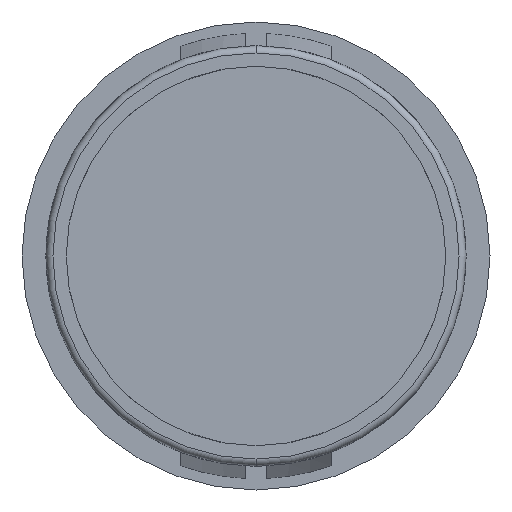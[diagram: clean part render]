
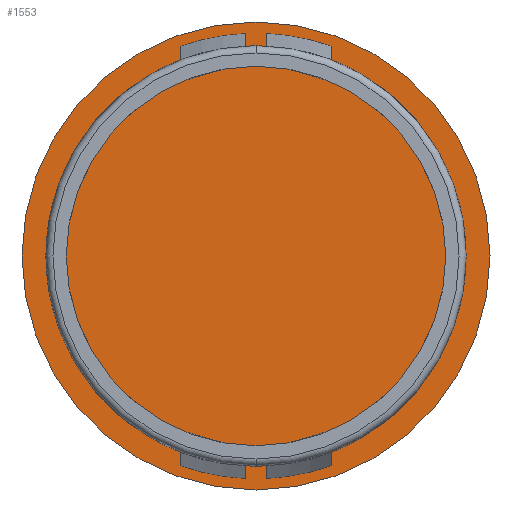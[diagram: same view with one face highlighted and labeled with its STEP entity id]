
A CAD part, front view. The second image highlights one B-rep face of the part: STEP entity #1553.
In plain terms, the highlighted planar face has unit normal (0, -1, 0).
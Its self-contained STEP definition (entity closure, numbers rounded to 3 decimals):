
#69 = CARTESIAN_POINT ( 'NONE',  ( 0., 0., 0. ) ) ;
#70 = DIRECTION ( 'NONE',  ( 0., 1., 0. ) ) ;
#71 = DIRECTION ( 'NONE',  ( 0., 0., 1. ) ) ;
#89 = CARTESIAN_POINT ( 'NONE',  ( 0., 0., 0. ) ) ;
#90 = DIRECTION ( 'NONE',  ( 0., 1., 0. ) ) ;
#91 = DIRECTION ( 'NONE',  ( 0., 0., -1. ) ) ;
#93 = LINE ( 'NONE', #94, #1001 ) ;
#94 = CARTESIAN_POINT ( 'NONE',  ( -6.85, 0., -16.65 ) ) ;
#95 = DIRECTION ( 'NONE',  ( 0., 0., 1. ) ) ;
#228 = AXIS2_PLACEMENT_3D ( 'NONE', #672, #676, #677 ) ;
#232 = VECTOR ( 'NONE', #647, 1000. ) ;
#394 = CARTESIAN_POINT ( 'NONE',  ( 6.85, 0., -13.288 ) ) ;
#408 = CARTESIAN_POINT ( 'NONE',  ( 6.85, 0., -11.633 ) ) ;
#434 = CARTESIAN_POINT ( 'NONE',  ( -6.85, 0., -13.288 ) ) ;
#468 = CARTESIAN_POINT ( 'NONE',  ( 0., 0., -16.65 ) ) ;
#581 = CARTESIAN_POINT ( 'NONE',  ( -6.85, 0., 13.288 ) ) ;
#584 = CARTESIAN_POINT ( 'NONE',  ( 0., 0., 16.65 ) ) ;
#588 = CARTESIAN_POINT ( 'NONE',  ( 6.85, 0., 11.633 ) ) ;
#596 = CARTESIAN_POINT ( 'NONE',  ( 6.85, 0., 13.288 ) ) ;
#599 = CARTESIAN_POINT ( 'NONE',  ( -6.85, 0., -11.633 ) ) ;
#603 = CARTESIAN_POINT ( 'NONE',  ( -6.85, 0., 11.633 ) ) ;
#645 = LINE ( 'NONE', #646, #232 ) ;
#646 = CARTESIAN_POINT ( 'NONE',  ( 6.85, 0., -16.65 ) ) ;
#647 = DIRECTION ( 'NONE',  ( 0., 0., 1. ) ) ;
#672 = CARTESIAN_POINT ( 'NONE',  ( 0., 0., 0. ) ) ;
#676 = DIRECTION ( 'NONE',  ( 0., 1., 0. ) ) ;
#677 = DIRECTION ( 'NONE',  ( 0., 0., -1. ) ) ;
#771 = LINE ( 'NONE', #772, #1018 ) ;
#772 = CARTESIAN_POINT ( 'NONE',  ( -6.85, 0., -16.65 ) ) ;
#773 = DIRECTION ( 'NONE',  ( 0., 0., 1. ) ) ;
#850 = LINE ( 'NONE', #851, #1117 ) ;
#851 = CARTESIAN_POINT ( 'NONE',  ( 6.85, 0., -16.65 ) ) ;
#852 = DIRECTION ( 'NONE',  ( 0., 0., 1. ) ) ;
#958 = AXIS2_PLACEMENT_3D ( 'NONE', #89, #90, #91 ) ;
#967 = FACE_BOUND ( 'NONE', #1365, .T. ) ;
#973 = FACE_OUTER_BOUND ( 'NONE', #1168, .T. ) ;
#987 = AXIS2_PLACEMENT_3D ( 'NONE', #69, #70, #71 ) ;
#996 = AXIS2_PLACEMENT_3D ( 'NONE', #1849, #1850, #1851 ) ;
#1001 = VECTOR ( 'NONE', #95, 1000. ) ;
#1005 = FACE_BOUND ( 'NONE', #1167, .T. ) ;
#1018 = VECTOR ( 'NONE', #773, 1000. ) ;
#1075 = AXIS2_PLACEMENT_3D ( 'NONE', #1659, #1663, #1664 ) ;
#1117 = VECTOR ( 'NONE', #852, 1000. ) ;
#1118 = AXIS2_PLACEMENT_3D ( 'NONE', #1673, #1674, #1675 ) ;
#1131 = AXIS2_PLACEMENT_3D ( 'NONE', #1631, #1644, #1645 ) ;
#1165 = ORIENTED_EDGE ( 'NONE', *, *, #1486, .T. ) ;
#1167 = EDGE_LOOP ( 'NONE', ( #1369, #1262, #1258, #1371 ) ) ;
#1168 = EDGE_LOOP ( 'NONE', ( #1378, #1379 ) ) ;
#1253 = ORIENTED_EDGE ( 'NONE', *, *, #1501, .T. ) ;
#1258 = ORIENTED_EDGE ( 'NONE', *, *, #1594, .F. ) ;
#1262 = ORIENTED_EDGE ( 'NONE', *, *, #1593, .T. ) ;
#1296 = VERTEX_POINT ( 'NONE', #394 ) ;
#1297 = VERTEX_POINT ( 'NONE', #434 ) ;
#1311 = VERTEX_POINT ( 'NONE', #408 ) ;
#1312 = VERTEX_POINT ( 'NONE', #468 ) ;
#1322 = VERTEX_POINT ( 'NONE', #581 ) ;
#1325 = VERTEX_POINT ( 'NONE', #584 ) ;
#1329 = VERTEX_POINT ( 'NONE', #588 ) ;
#1337 = VERTEX_POINT ( 'NONE', #596 ) ;
#1340 = VERTEX_POINT ( 'NONE', #599 ) ;
#1344 = VERTEX_POINT ( 'NONE', #603 ) ;
#1365 = EDGE_LOOP ( 'NONE', ( #1165, #1377, #1375, #1253 ) ) ;
#1369 = ORIENTED_EDGE ( 'NONE', *, *, #1467, .F. ) ;
#1371 = ORIENTED_EDGE ( 'NONE', *, *, #1506, .T. ) ;
#1375 = ORIENTED_EDGE ( 'NONE', *, *, #1441, .T. ) ;
#1377 = ORIENTED_EDGE ( 'NONE', *, *, #1447, .T. ) ;
#1378 = ORIENTED_EDGE ( 'NONE', *, *, #1508, .F. ) ;
#1379 = ORIENTED_EDGE ( 'NONE', *, *, #1588, .F. ) ;
#1441 = EDGE_CURVE ( 'NONE', #1296, #1311, #645, .T. ) ;
#1447 = EDGE_CURVE ( 'NONE', #1337, #1296, #1958, .T. ) ;
#1467 = EDGE_CURVE ( 'NONE', #1297, #1340, #771, .T. ) ;
#1486 = EDGE_CURVE ( 'NONE', #1329, #1337, #850, .T. ) ;
#1501 = EDGE_CURVE ( 'NONE', #1311, #1329, #1952, .T. ) ;
#1506 = EDGE_CURVE ( 'NONE', #1344, #1340, #1948, .T. ) ;
#1508 = EDGE_CURVE ( 'NONE', #1325, #1312, #1957, .T. ) ;
#1553 = ADVANCED_FACE ( 'NONE', ( #1005, #967, #973 ), #1848, .T. ) ;
#1588 = EDGE_CURVE ( 'NONE', #1312, #1325, #1946, .T. ) ;
#1593 = EDGE_CURVE ( 'NONE', #1297, #1322, #1960, .T. ) ;
#1594 = EDGE_CURVE ( 'NONE', #1344, #1322, #93, .T. ) ;
#1631 = CARTESIAN_POINT ( 'NONE',  ( 0., 0., 0. ) ) ;
#1644 = DIRECTION ( 'NONE',  ( 0., -1., 0. ) ) ;
#1645 = DIRECTION ( 'NONE',  ( 0., 0., -1. ) ) ;
#1659 = CARTESIAN_POINT ( 'NONE',  ( 0., 0., 0. ) ) ;
#1663 = DIRECTION ( 'NONE',  ( 0., -1., 0. ) ) ;
#1664 = DIRECTION ( 'NONE',  ( 0., 0., -1. ) ) ;
#1673 = CARTESIAN_POINT ( 'NONE',  ( 0., 0., 0. ) ) ;
#1674 = DIRECTION ( 'NONE',  ( 0., 1., 0. ) ) ;
#1675 = DIRECTION ( 'NONE',  ( 0., 0., 1. ) ) ;
#1848 = PLANE ( 'NONE',  #996 ) ;
#1849 = CARTESIAN_POINT ( 'NONE',  ( -15.85, 0., 0. ) ) ;
#1850 = DIRECTION ( 'NONE',  ( 0., -1., 0. ) ) ;
#1851 = DIRECTION ( 'NONE',  ( 0., 0., -1. ) ) ;
#1946 = CIRCLE ( 'NONE', #987, 16.65 ) ;
#1948 = CIRCLE ( 'NONE', #1075, 13.5 ) ;
#1952 = CIRCLE ( 'NONE', #1131, 13.5 ) ;
#1957 = CIRCLE ( 'NONE', #1118, 16.65 ) ;
#1958 = CIRCLE ( 'NONE', #228, 14.95 ) ;
#1960 = CIRCLE ( 'NONE', #958, 14.95 ) ;
